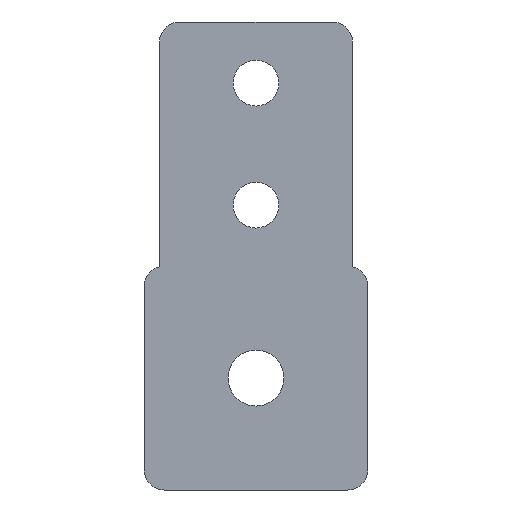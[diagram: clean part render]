
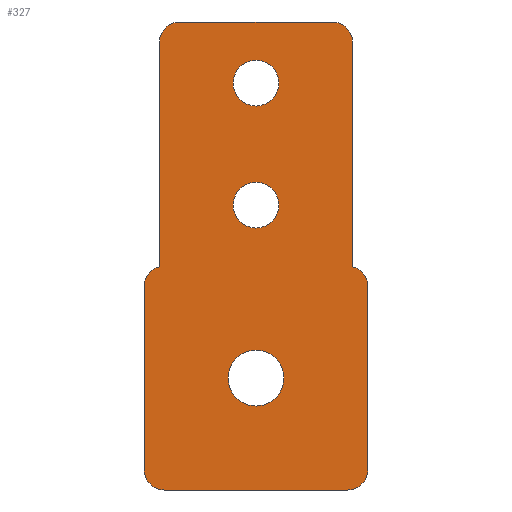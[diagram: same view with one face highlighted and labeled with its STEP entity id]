
A CAD part, front view. The second image highlights one B-rep face of the part: STEP entity #327.
In plain terms, the highlighted planar face has unit normal (0, -1, 0).
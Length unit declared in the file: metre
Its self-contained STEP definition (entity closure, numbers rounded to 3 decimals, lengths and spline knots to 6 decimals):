
#31=CIRCLE('',#369,0.00275);
#32=CIRCLE('',#370,0.00225);
#33=CIRCLE('',#371,0.00225);
#34=CIRCLE('',#372,0.002);
#35=CIRCLE('',#373,0.002);
#36=CIRCLE('',#374,0.002);
#37=CIRCLE('',#375,0.002);
#38=CIRCLE('',#376,0.002);
#39=CIRCLE('',#377,0.002);
#69=ORIENTED_EDGE('',*,*,#154,.F.);
#70=ORIENTED_EDGE('',*,*,#155,.T.);
#71=ORIENTED_EDGE('',*,*,#156,.T.);
#72=ORIENTED_EDGE('',*,*,#140,.F.);
#73=ORIENTED_EDGE('',*,*,#157,.T.);
#74=ORIENTED_EDGE('',*,*,#134,.F.);
#75=ORIENTED_EDGE('',*,*,#158,.T.);
#76=ORIENTED_EDGE('',*,*,#130,.T.);
#77=ORIENTED_EDGE('',*,*,#159,.T.);
#78=ORIENTED_EDGE('',*,*,#160,.T.);
#79=ORIENTED_EDGE('',*,*,#161,.T.);
#80=ORIENTED_EDGE('',*,*,#162,.T.);
#81=ORIENTED_EDGE('',*,*,#163,.T.);
#82=ORIENTED_EDGE('',*,*,#164,.F.);
#83=ORIENTED_EDGE('',*,*,#165,.T.);
#130=EDGE_CURVE('',#174,#175,#206,.T.);
#134=EDGE_CURVE('',#178,#179,#210,.T.);
#140=EDGE_CURVE('',#184,#185,#216,.T.);
#154=EDGE_CURVE('',#195,#195,#31,.T.);
#155=EDGE_CURVE('',#196,#196,#32,.T.);
#156=EDGE_CURVE('',#197,#197,#33,.T.);
#157=EDGE_CURVE('',#184,#179,#34,.F.);
#158=EDGE_CURVE('',#178,#174,#35,.F.);
#159=EDGE_CURVE('',#175,#198,#36,.F.);
#160=EDGE_CURVE('',#198,#199,#221,.T.);
#161=EDGE_CURVE('',#199,#200,#37,.F.);
#162=EDGE_CURVE('',#200,#201,#222,.T.);
#163=EDGE_CURVE('',#201,#202,#38,.F.);
#164=EDGE_CURVE('',#203,#202,#223,.T.);
#165=EDGE_CURVE('',#203,#185,#39,.F.);
#174=VERTEX_POINT('',#501);
#175=VERTEX_POINT('',#502);
#178=VERTEX_POINT('',#510);
#179=VERTEX_POINT('',#511);
#184=VERTEX_POINT('',#522);
#185=VERTEX_POINT('',#524);
#195=VERTEX_POINT('',#550);
#196=VERTEX_POINT('',#552);
#197=VERTEX_POINT('',#554);
#198=VERTEX_POINT('',#558);
#199=VERTEX_POINT('',#560);
#200=VERTEX_POINT('',#562);
#201=VERTEX_POINT('',#564);
#202=VERTEX_POINT('',#566);
#203=VERTEX_POINT('',#568);
#206=LINE('',#500,#230);
#210=LINE('',#509,#234);
#216=LINE('',#523,#240);
#221=LINE('',#559,#245);
#222=LINE('',#563,#246);
#223=LINE('',#567,#247);
#230=VECTOR('',#398,1.);
#234=VECTOR('',#404,1.);
#240=VECTOR('',#412,1.);
#245=VECTOR('',#451,1.);
#246=VECTOR('',#454,1.);
#247=VECTOR('',#457,1.);
#261=EDGE_LOOP('',(#69));
#262=EDGE_LOOP('',(#70));
#263=EDGE_LOOP('',(#71));
#264=EDGE_LOOP('',(#72,#73,#74,#75,#76,#77,#78,#79,#80,#81,#82,#83));
#291=FACE_BOUND('',#261,.T.);
#292=FACE_BOUND('',#262,.T.);
#293=FACE_BOUND('',#263,.T.);
#294=FACE_BOUND('',#264,.T.);
#318=PLANE('',#368);
#327=ADVANCED_FACE('',(#291,#292,#293,#294),#318,.F.);
#368=AXIS2_PLACEMENT_3D('',#548,#437,#438);
#369=AXIS2_PLACEMENT_3D('',#549,#439,#440);
#370=AXIS2_PLACEMENT_3D('',#551,#441,#442);
#371=AXIS2_PLACEMENT_3D('',#553,#443,#444);
#372=AXIS2_PLACEMENT_3D('',#555,#445,#446);
#373=AXIS2_PLACEMENT_3D('',#556,#447,#448);
#374=AXIS2_PLACEMENT_3D('',#557,#449,#450);
#375=AXIS2_PLACEMENT_3D('',#561,#452,#453);
#376=AXIS2_PLACEMENT_3D('',#565,#455,#456);
#377=AXIS2_PLACEMENT_3D('',#569,#458,#459);
#398=DIRECTION('',(0.,0.,-1.));
#404=DIRECTION('',(1.,0.,0.));
#412=DIRECTION('',(0.,0.,-1.));
#437=DIRECTION('',(0.,1.,0.));
#438=DIRECTION('',(1.,0.,0.));
#439=DIRECTION('',(0.,-1.,0.));
#440=DIRECTION('',(-1.,0.,0.));
#441=DIRECTION('',(0.,1.,0.));
#442=DIRECTION('',(1.,0.,0.));
#443=DIRECTION('',(0.,1.,0.));
#444=DIRECTION('',(1.,0.,0.));
#445=DIRECTION('',(0.,1.,0.));
#446=DIRECTION('',(1.,0.,0.));
#447=DIRECTION('',(0.,1.,0.));
#448=DIRECTION('',(1.,0.,0.));
#449=DIRECTION('',(0.,1.,0.));
#450=DIRECTION('',(1.,0.,0.));
#451=DIRECTION('',(0.,0.,-1.));
#452=DIRECTION('',(0.,1.,0.));
#453=DIRECTION('',(1.,0.,0.));
#454=DIRECTION('',(1.,0.,0.));
#455=DIRECTION('',(0.,1.,0.));
#456=DIRECTION('',(1.,0.,0.));
#457=DIRECTION('',(0.,0.,-1.));
#458=DIRECTION('',(0.,1.,0.));
#459=DIRECTION('',(1.,0.,0.));
#500=CARTESIAN_POINT('',(-0.0095,0.01,0.024));
#501=CARTESIAN_POINT('',(-0.0095,0.01,-0.138));
#502=CARTESIAN_POINT('',(-0.0095,0.01,-0.160064));
#509=CARTESIAN_POINT('',(0.,0.01,-0.136));
#510=CARTESIAN_POINT('',(-0.0075,0.01,-0.136));
#511=CARTESIAN_POINT('',(0.0075,0.01,-0.136));
#522=CARTESIAN_POINT('',(0.0095,0.01,-0.138));
#523=CARTESIAN_POINT('',(0.0095,0.01,-0.148));
#524=CARTESIAN_POINT('',(0.0095,0.01,-0.160064));
#548=CARTESIAN_POINT('',(-0.000001,0.01,-0.386));
#549=CARTESIAN_POINT('',(0.,0.01,-0.171));
#550=CARTESIAN_POINT('',(-0.00275,0.01,-0.171));
#551=CARTESIAN_POINT('',(0.,0.01,-0.142008));
#552=CARTESIAN_POINT('',(0.00225,0.01,-0.142008));
#553=CARTESIAN_POINT('',(0.,0.01,-0.154));
#554=CARTESIAN_POINT('',(0.00225,0.01,-0.154));
#555=CARTESIAN_POINT('',(0.0075,0.01,-0.138));
#556=CARTESIAN_POINT('',(-0.0075,0.01,-0.138));
#557=CARTESIAN_POINT('',(-0.009,0.01,-0.162));
#558=CARTESIAN_POINT('',(-0.011,0.01,-0.162));
#559=CARTESIAN_POINT('',(-0.011,0.01,-0.171));
#560=CARTESIAN_POINT('',(-0.011,0.01,-0.18));
#561=CARTESIAN_POINT('',(-0.009,0.01,-0.18));
#562=CARTESIAN_POINT('',(-0.009,0.01,-0.182));
#563=CARTESIAN_POINT('',(0.,0.01,-0.182));
#564=CARTESIAN_POINT('',(0.009,0.01,-0.182));
#565=CARTESIAN_POINT('',(0.009,0.01,-0.18));
#566=CARTESIAN_POINT('',(0.011,0.01,-0.18));
#567=CARTESIAN_POINT('',(0.011,0.01,-0.171));
#568=CARTESIAN_POINT('',(0.011,0.01,-0.162));
#569=CARTESIAN_POINT('',(0.009,0.01,-0.162));
